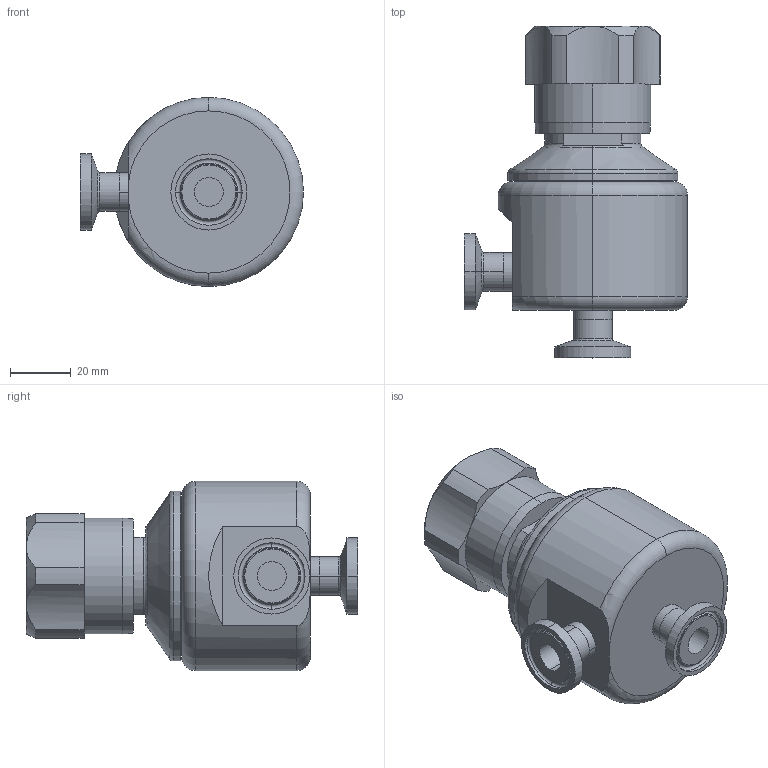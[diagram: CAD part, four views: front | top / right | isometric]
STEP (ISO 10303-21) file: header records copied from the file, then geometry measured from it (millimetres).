
FILE_DESCRIPTION (( 'STEP AP203' ), '1' );
FILE_NAME ('JSHM-050-AT.STEP', '2017-06-29T13:09:56', ( '' ), ( '' ), 'SwSTEP 2.0', 'SolidWorks 2014', '' );
FILE_SCHEMA (( 'CONFIG_CONTROL_DESIGN' ));
Length unit declared in the file: inch
Products named in the file (2): JSHM-050-AT
Bounding box: 73.32 x 109.09 x 62.23 mm (x, y, z)
Volume: 196609.9 mm3; surface area: 25257.7 mm2
Topology: 1 solids, 1 shells, 106 faces, 235 edges, 140 vertices
Faces by surface type: cylinder 43, plane 23, torus 21, cone 19
Entity records: 3288 total; most frequent: CARTESIAN_POINT 710, DIRECTION 578, ORIENTED_EDGE 470, AXIS2_PLACEMENT_3D 256, EDGE_CURVE 235, CIRCLE 148, VERTEX_POINT 140, EDGE_LOOP 115
